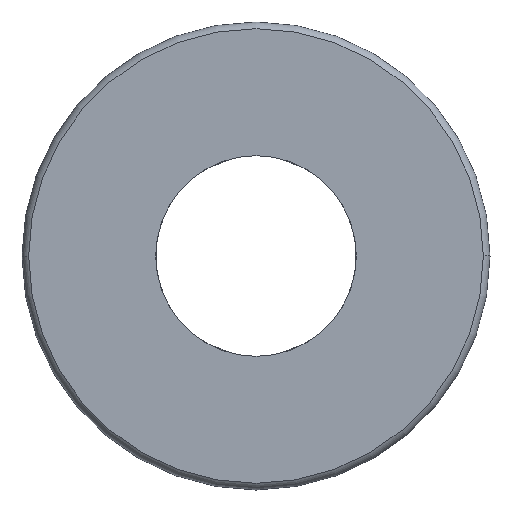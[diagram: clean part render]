
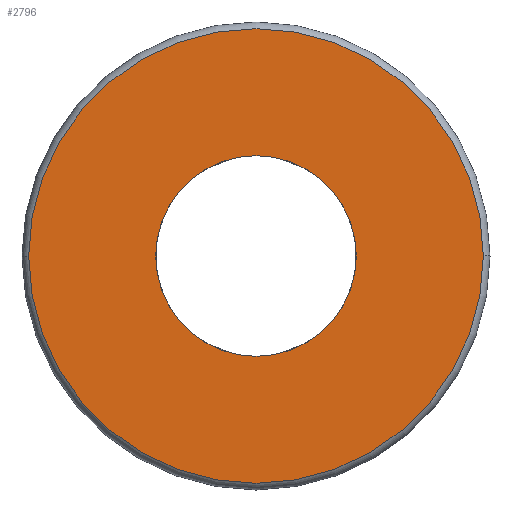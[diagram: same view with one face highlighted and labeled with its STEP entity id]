
A CAD part, front view. The second image highlights one B-rep face of the part: STEP entity #2796.
In plain terms, the highlighted planar face has unit normal (0, -1, 0).
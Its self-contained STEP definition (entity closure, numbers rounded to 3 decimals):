
#3 = EDGE_CURVE ( 'NONE', #1586, #949, #698, .T. ) ;
#6 = ORIENTED_EDGE ( 'NONE', *, *, #2360, .T. ) ;
#84 = ORIENTED_EDGE ( 'NONE', *, *, #3, .T. ) ;
#170 = AXIS2_PLACEMENT_3D ( 'NONE', #1019, #2101, #1324 ) ;
#341 = AXIS2_PLACEMENT_3D ( 'NONE', #3860, #3822, #2225 ) ;
#454 = ORIENTED_EDGE ( 'NONE', *, *, #3161, .F. ) ;
#467 = FACE_OUTER_BOUND ( 'NONE', #2613, .T. ) ;
#698 = CIRCLE ( 'NONE', #170, 17. ) ;
#719 = FACE_BOUND ( 'NONE', #1421, .T. ) ;
#810 = AXIS2_PLACEMENT_3D ( 'NONE', #3362, #3966, #3300 ) ;
#949 = VERTEX_POINT ( 'NONE', #4081 ) ;
#1016 = PLANE ( 'NONE',  #810 ) ;
#1019 = CARTESIAN_POINT ( 'NONE',  ( 0., 0., 0. ) ) ;
#1219 = EDGE_CURVE ( 'NONE', #2738, #2933, #1884, .T. ) ;
#1324 = DIRECTION ( 'NONE',  ( 0., 0., -1. ) ) ;
#1414 = CARTESIAN_POINT ( 'NONE',  ( 0., 0., 7.5 ) ) ;
#1419 = CIRCLE ( 'NONE', #341, 7.5 ) ;
#1421 = EDGE_LOOP ( 'NONE', ( #2597, #454 ) ) ;
#1477 = AXIS2_PLACEMENT_3D ( 'NONE', #1719, #3013, #1611 ) ;
#1586 = VERTEX_POINT ( 'NONE', #3323 ) ;
#1611 = DIRECTION ( 'NONE',  ( 0., 0., -1. ) ) ;
#1673 = DIRECTION ( 'NONE',  ( 0., 0., -1. ) ) ;
#1719 = CARTESIAN_POINT ( 'NONE',  ( 0., 0., 0. ) ) ;
#1884 = CIRCLE ( 'NONE', #2964, 7.5 ) ;
#1995 = CARTESIAN_POINT ( 'NONE',  ( 0., 0., 0. ) ) ;
#2101 = DIRECTION ( 'NONE',  ( 0., -1., 0. ) ) ;
#2225 = DIRECTION ( 'NONE',  ( 0., 0., -1. ) ) ;
#2360 = EDGE_CURVE ( 'NONE', #949, #1586, #3304, .T. ) ;
#2597 = ORIENTED_EDGE ( 'NONE', *, *, #1219, .F. ) ;
#2613 = EDGE_LOOP ( 'NONE', ( #84, #6 ) ) ;
#2738 = VERTEX_POINT ( 'NONE', #4160 ) ;
#2796 = ADVANCED_FACE ( 'NONE', ( #467, #719 ), #1016, .T. ) ;
#2933 = VERTEX_POINT ( 'NONE', #1414 ) ;
#2947 = DIRECTION ( 'NONE',  ( 0., -1., 0. ) ) ;
#2964 = AXIS2_PLACEMENT_3D ( 'NONE', #1995, #2947, #1673 ) ;
#3013 = DIRECTION ( 'NONE',  ( 0., -1., 0. ) ) ;
#3161 = EDGE_CURVE ( 'NONE', #2933, #2738, #1419, .T. ) ;
#3300 = DIRECTION ( 'NONE',  ( 0., 0., -1. ) ) ;
#3304 = CIRCLE ( 'NONE', #1477, 17. ) ;
#3323 = CARTESIAN_POINT ( 'NONE',  ( 0., 0., -17. ) ) ;
#3362 = CARTESIAN_POINT ( 'NONE',  ( 17., 0., 0. ) ) ;
#3822 = DIRECTION ( 'NONE',  ( 0., -1., 0. ) ) ;
#3860 = CARTESIAN_POINT ( 'NONE',  ( 0., 0., 0. ) ) ;
#3966 = DIRECTION ( 'NONE',  ( 0., -1., 0. ) ) ;
#4081 = CARTESIAN_POINT ( 'NONE',  ( 0., 0., 17. ) ) ;
#4160 = CARTESIAN_POINT ( 'NONE',  ( 0., 0., -7.5 ) ) ;
